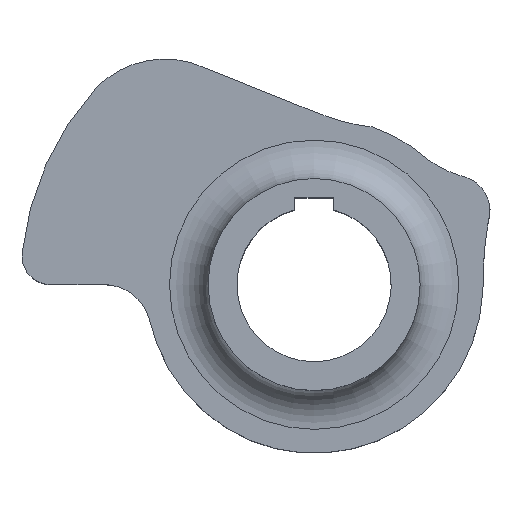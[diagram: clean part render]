
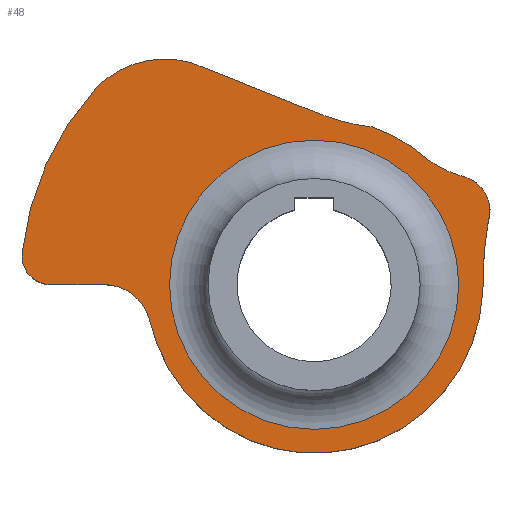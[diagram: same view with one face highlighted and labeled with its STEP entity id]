
A CAD part, top view. The second image highlights one B-rep face of the part: STEP entity #48.
In plain terms, the highlighted planar face has unit normal (0, 0, 1).
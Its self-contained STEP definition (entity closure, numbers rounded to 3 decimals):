
#48=ADVANCED_FACE('',(#80,#81),#82,.F.);
#80=FACE_BOUND('',#142,.T.);
#81=FACE_OUTER_BOUND('',#143,.T.);
#82=PLANE('',#144);
#142=EDGE_LOOP('',(#208));
#143=EDGE_LOOP('',(#209,#210,#211,#212,#213,#214,#215,#216,#217,#218,#219,#220,#221,#222,#223));
#144=AXIS2_PLACEMENT_3D('',#224,#225,#226);
#208=ORIENTED_EDGE('',*,*,#406,.T.);
#209=ORIENTED_EDGE('',*,*,#409,.F.);
#210=ORIENTED_EDGE('',*,*,#410,.T.);
#211=ORIENTED_EDGE('',*,*,#411,.F.);
#212=ORIENTED_EDGE('',*,*,#412,.F.);
#213=ORIENTED_EDGE('',*,*,#413,.F.);
#214=ORIENTED_EDGE('',*,*,#414,.F.);
#215=ORIENTED_EDGE('',*,*,#415,.T.);
#216=ORIENTED_EDGE('',*,*,#416,.T.);
#217=ORIENTED_EDGE('',*,*,#417,.T.);
#218=ORIENTED_EDGE('',*,*,#418,.T.);
#219=ORIENTED_EDGE('',*,*,#419,.T.);
#220=ORIENTED_EDGE('',*,*,#420,.T.);
#221=ORIENTED_EDGE('',*,*,#421,.T.);
#222=ORIENTED_EDGE('',*,*,#422,.T.);
#223=ORIENTED_EDGE('',*,*,#423,.F.);
#224=CARTESIAN_POINT('',(-0.005,0.017,486.606));
#225=DIRECTION('',(0.,0.,-1.));
#226=DIRECTION('',(1.,0.,0.));
#406=EDGE_CURVE('',#470,#470,#471,.T.);
#409=EDGE_CURVE('',#476,#477,#478,.T.);
#410=EDGE_CURVE('',#476,#479,#480,.T.);
#411=EDGE_CURVE('',#481,#479,#482,.T.);
#412=EDGE_CURVE('',#483,#481,#484,.T.);
#413=EDGE_CURVE('',#485,#483,#486,.T.);
#414=EDGE_CURVE('',#487,#485,#488,.T.);
#415=EDGE_CURVE('',#487,#489,#490,.T.);
#416=EDGE_CURVE('',#489,#491,#492,.T.);
#417=EDGE_CURVE('',#491,#493,#494,.T.);
#418=EDGE_CURVE('',#493,#495,#496,.T.);
#419=EDGE_CURVE('',#495,#497,#498,.T.);
#420=EDGE_CURVE('',#497,#499,#500,.T.);
#421=EDGE_CURVE('',#499,#501,#502,.T.);
#422=EDGE_CURVE('',#501,#503,#504,.T.);
#423=EDGE_CURVE('',#477,#503,#505,.T.);
#470=VERTEX_POINT('',#577);
#471=CIRCLE('',#578,75.0);
#476=VERTEX_POINT('',#583);
#477=VERTEX_POINT('',#584);
#478=CIRCLE('',#585,100.917);
#479=VERTEX_POINT('',#586);
#480=LINE('',#587,#588);
#481=VERTEX_POINT('',#589);
#482=CIRCLE('',#590,50.0);
#483=VERTEX_POINT('',#591);
#484=CIRCLE('',#592,152.62);
#485=VERTEX_POINT('',#593);
#486=CIRCLE('',#594,15.0);
#487=VERTEX_POINT('',#595);
#488=LINE('',#596,#597);
#489=VERTEX_POINT('',#598);
#490=CIRCLE('',#599,24.0);
#491=VERTEX_POINT('',#600);
#492=CIRCLE('',#601,89.75);
#493=VERTEX_POINT('',#602);
#494=CIRCLE('',#603,87.5);
#495=VERTEX_POINT('',#604);
#496=CIRCLE('',#605,88.5);
#497=VERTEX_POINT('',#606);
#498=CIRCLE('',#607,190.0);
#499=VERTEX_POINT('',#608);
#500=CIRCLE('',#609,18.5);
#501=VERTEX_POINT('',#610);
#502=CIRCLE('',#611,58.75);
#503=VERTEX_POINT('',#612);
#504=CIRCLE('',#613,83.65);
#505=CIRCLE('',#614,95.0);
#577=CARTESIAN_POINT('',(-176.22,153.671,486.599));
#578=AXIS2_PLACEMENT_3D('',#714,#715,#716);
#583=CARTESIAN_POINT('',(-174.145,167.585,486.598));
#584=CARTESIAN_POINT('',(-170.532,166.301,486.598));
#585=AXIS2_PLACEMENT_3D('',#723,#724,#725);
#586=CARTESIAN_POINT('',(-232.602,191.075,486.597));
#587=CARTESIAN_POINT('',(-174.145,167.585,486.598));
#588=VECTOR('',#726,1.0);
#589=CARTESIAN_POINT('',(-289.449,180.629,486.597));
#590=AXIS2_PLACEMENT_3D('',#727,#728,#729);
#591=CARTESIAN_POINT('',(-327.71,94.935,486.599));
#592=AXIS2_PLACEMENT_3D('',#730,#731,#732);
#593=CARTESIAN_POINT('',(-312.286,78.712,486.6));
#594=AXIS2_PLACEMENT_3D('',#733,#734,#735);
#595=CARTESIAN_POINT('',(-285.046,78.719,486.6));
#596=CARTESIAN_POINT('',(-285.046,78.719,486.6));
#597=VECTOR('',#736,1.0);
#598=CARTESIAN_POINT('',(-261.802,61.099,486.601));
#599=AXIS2_PLACEMENT_3D('',#737,#738,#739);
#600=CARTESIAN_POINT('',(-209.775,-1.922,486.604));
#601=AXIS2_PLACEMENT_3D('',#740,#741,#742);
#602=CARTESIAN_POINT('',(-143.361,-2.325,486.605));
#603=AXIS2_PLACEMENT_3D('',#743,#744,#745);
#604=CARTESIAN_POINT('',(-88.641,76.003,486.602));
#605=AXIS2_PLACEMENT_3D('',#746,#747,#748);
#606=CARTESIAN_POINT('',(-85.892,111.276,486.601));
#607=AXIS2_PLACEMENT_3D('',#749,#750,#751);
#608=CARTESIAN_POINT('',(-100.609,135.276,486.6));
#609=AXIS2_PLACEMENT_3D('',#752,#753,#754);
#610=CARTESIAN_POINT('',(-116.885,143.33,486.6));
#611=AXIS2_PLACEMENT_3D('',#755,#756,#757);
#612=CARTESIAN_POINT('',(-146.138,160.491,486.599));
#613=AXIS2_PLACEMENT_3D('',#758,#759,#760);
#614=AXIS2_PLACEMENT_3D('',#761,#762,#763);
#714=CARTESIAN_POINT('',(-176.22,78.671,486.601));
#715=DIRECTION('',(0.,0.,-1.));
#716=DIRECTION('',(0.0,1.,0.));
#723=CARTESIAN_POINT('',(-138.545,262.014,486.595));
#724=DIRECTION('',(0.,0.,1.));
#725=DIRECTION('',(-0.353,-0.936,0.));
#726=DIRECTION('',(-0.928,0.373,0.));
#727=CARTESIAN_POINT('',(-253.651,145.722,486.598));
#728=DIRECTION('',(0.,0.,-1.));
#729=DIRECTION('',(-0.716,0.698,0.));
#730=CARTESIAN_POINT('',(-175.969,78.574,486.601));
#731=DIRECTION('',(0.,0.,-1.));
#732=DIRECTION('',(-0.994,0.107,0.));
#733=CARTESIAN_POINT('',(-312.76,93.705,486.599));
#734=DIRECTION('',(0.,0.,-1.));
#735=DIRECTION('',(0.032,-1.,0.));
#736=DIRECTION('',(-1.,0.,0.));
#737=CARTESIAN_POINT('',(-284.938,54.719,486.601));
#738=DIRECTION('',(0.,0.,-1.));
#739=DIRECTION('',(-0.004,1.,0.));
#740=CARTESIAN_POINT('',(-174.165,80.46,486.601));
#741=DIRECTION('',(0.,0.,1.));
#742=DIRECTION('',(-0.976,-0.216,0.));
#743=CARTESIAN_POINT('',(-176.078,78.829,486.601));
#744=DIRECTION('',(0.,0.,1.));
#745=DIRECTION('',(-0.385,-0.923,0.));
#746=CARTESIAN_POINT('',(-177.072,79.503,486.601));
#747=DIRECTION('',(0.,0.,1.));
#748=DIRECTION('',(0.381,-0.925,0.));
#749=CARTESIAN_POINT('',(101.336,78.94,486.604));
#750=DIRECTION('',(0.,0.,-1.));
#751=DIRECTION('',(-1.,-0.015,0.));
#752=CARTESIAN_POINT('',(-103.484,117.001,486.601));
#753=DIRECTION('',(0.,0.,1.));
#754=DIRECTION('',(0.951,-0.309,0.));
#755=CARTESIAN_POINT('',(-83.005,191.327,486.598));
#756=DIRECTION('',(0.,0.,-1.));
#757=DIRECTION('',(-0.3,-0.954,0.));
#758=CARTESIAN_POINT('',(-172.959,81.257,486.601));
#759=DIRECTION('',(0.,0.,1.));
#760=DIRECTION('',(0.67,0.742,0.));
#761=CARTESIAN_POINT('',(-136.517,255.002,486.596));
#762=DIRECTION('',(0.,0.,1.));
#763=DIRECTION('',(-0.358,-0.934,0.));
